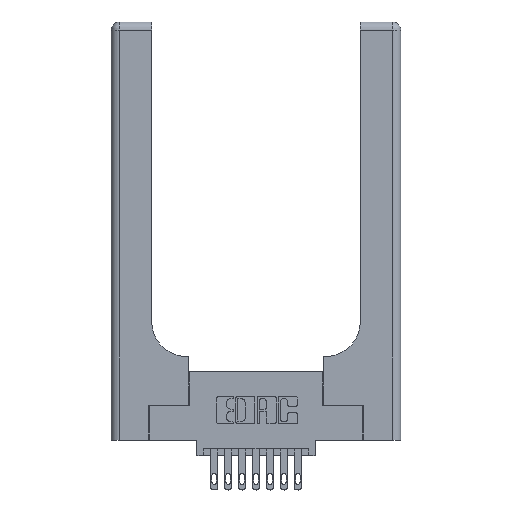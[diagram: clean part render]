
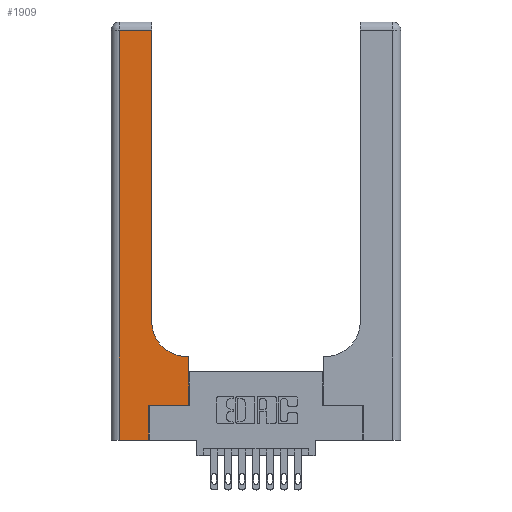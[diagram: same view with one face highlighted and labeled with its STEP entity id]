
A CAD part, top view. The second image highlights one B-rep face of the part: STEP entity #1909.
In plain terms, the highlighted planar face has unit normal (0, 0, 1).
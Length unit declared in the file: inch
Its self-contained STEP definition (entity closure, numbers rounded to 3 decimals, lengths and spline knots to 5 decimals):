
#41 = EDGE_CURVE ( 'NONE', #13442, #9978, #12726, .T. ) ;
#182 = CARTESIAN_POINT ( 'NONE',  ( 0., 2.94, 0.37 ) ) ;
#196 = EDGE_CURVE ( 'NONE', #5819, #13442, #13286, .T. ) ;
#418 = CARTESIAN_POINT ( 'NONE',  ( 0.2915, 0.6, 0.37 ) ) ;
#424 = ORIENTED_EDGE ( 'NONE', *, *, #11357, .T. ) ;
#525 = CARTESIAN_POINT ( 'NONE',  ( 0.5415, 0.85, 0.37 ) ) ;
#544 = ORIENTED_EDGE ( 'NONE', *, *, #41, .T. ) ;
#731 = LINE ( 'NONE', #5792, #2376 ) ;
#773 = LINE ( 'NONE', #5344, #11957 ) ;
#807 = CARTESIAN_POINT ( 'NONE',  ( 0.269, 0.25, 0.37 ) ) ;
#1503 = FACE_OUTER_BOUND ( 'NONE', #1808, .T. ) ;
#1651 = EDGE_CURVE ( 'NONE', #14468, #3437, #773, .T. ) ;
#1808 = EDGE_LOOP ( 'NONE', ( #13381, #13793, #7322, #5869, #2894, #544, #8677, #10833, #424 ) ) ;
#1909 = ADVANCED_FACE ( 'NONE', ( #1503 ), #3638, .F. ) ;
#1976 = CARTESIAN_POINT ( 'NONE',  ( 0.5585, 0.25, 0.37 ) ) ;
#2376 = VECTOR ( 'NONE', #13068, 39.37008 ) ;
#2894 = ORIENTED_EDGE ( 'NONE', *, *, #196, .T. ) ;
#2906 = LINE ( 'NONE', #4557, #8856 ) ;
#2992 = VECTOR ( 'NONE', #10387, 39.37008 ) ;
#3437 = VERTEX_POINT ( 'NONE', #14903 ) ;
#3442 = CARTESIAN_POINT ( 'NONE',  ( 0., 3., 0.37 ) ) ;
#3638 = PLANE ( 'NONE',  #8990 ) ;
#3923 = DIRECTION ( 'NONE',  ( 0., 1., 0. ) ) ;
#3930 = VECTOR ( 'NONE', #6025, 39.37008 ) ;
#4045 = DIRECTION ( 'NONE',  ( 1., 0., 0. ) ) ;
#4054 = VECTOR ( 'NONE', #8750, 39.37008 ) ;
#4325 = CARTESIAN_POINT ( 'NONE',  ( 0.5585, 0.6, 0.37 ) ) ;
#4330 = EDGE_CURVE ( 'NONE', #9978, #9979, #2906, .T. ) ;
#4422 = VECTOR ( 'NONE', #12146, 39.37008 ) ;
#4557 = CARTESIAN_POINT ( 'NONE',  ( 0.5585, 0.25, 0.37 ) ) ;
#4797 = LINE ( 'NONE', #6070, #4422 ) ;
#5197 = DIRECTION ( 'NONE',  ( 0., -1., 0. ) ) ;
#5344 = CARTESIAN_POINT ( 'NONE',  ( 0.06, 3., 0.37 ) ) ;
#5792 = CARTESIAN_POINT ( 'NONE',  ( 0., 0., 0.37 ) ) ;
#5819 = VERTEX_POINT ( 'NONE', #12763 ) ;
#5869 = ORIENTED_EDGE ( 'NONE', *, *, #14640, .T. ) ;
#6025 = DIRECTION ( 'NONE',  ( -1., 0., 0. ) ) ;
#6070 = CARTESIAN_POINT ( 'NONE',  ( 0.2915, 3., 0.37 ) ) ;
#6398 = CARTESIAN_POINT ( 'NONE',  ( 0.269, 0., 0.37 ) ) ;
#6672 = VERTEX_POINT ( 'NONE', #7795 ) ;
#7322 = ORIENTED_EDGE ( 'NONE', *, *, #1651, .T. ) ;
#7645 = CARTESIAN_POINT ( 'NONE',  ( 0.06, 2.94, 0.37 ) ) ;
#7653 = VERTEX_POINT ( 'NONE', #12844 ) ;
#7795 = CARTESIAN_POINT ( 'NONE',  ( 0.2915, 0.85, 0.37 ) ) ;
#8677 = ORIENTED_EDGE ( 'NONE', *, *, #4330, .T. ) ;
#8750 = DIRECTION ( 'NONE',  ( -1., 0., 0. ) ) ;
#8856 = VECTOR ( 'NONE', #10368, 39.37008 ) ;
#8860 = CARTESIAN_POINT ( 'NONE',  ( 0.2915, 2.94, 0.37 ) ) ;
#8990 = AXIS2_PLACEMENT_3D ( 'NONE', #3442, #15423, #10628 ) ;
#9978 = VERTEX_POINT ( 'NONE', #1976 ) ;
#9979 = VERTEX_POINT ( 'NONE', #4325 ) ;
#10072 = VECTOR ( 'NONE', #3923, 39.37008 ) ;
#10192 = LINE ( 'NONE', #418, #4054 ) ;
#10368 = DIRECTION ( 'NONE',  ( 0., 1., 0. ) ) ;
#10387 = DIRECTION ( 'NONE',  ( 1., 0., 0. ) ) ;
#10628 = DIRECTION ( 'NONE',  ( -1., 0., 0. ) ) ;
#10833 = ORIENTED_EDGE ( 'NONE', *, *, #14467, .T. ) ;
#11349 = VERTEX_POINT ( 'NONE', #8860 ) ;
#11357 = EDGE_CURVE ( 'NONE', #7653, #6672, #11810, .T. ) ;
#11423 = AXIS2_PLACEMENT_3D ( 'NONE', #525, #13649, #4045 ) ;
#11810 = CIRCLE ( 'NONE', #11423, 0.25 ) ;
#11957 = VECTOR ( 'NONE', #5197, 39.37008 ) ;
#12146 = DIRECTION ( 'NONE',  ( 0., 1., 0. ) ) ;
#12549 = EDGE_CURVE ( 'NONE', #11349, #14468, #14776, .T. ) ;
#12726 = LINE ( 'NONE', #13873, #2992 ) ;
#12763 = CARTESIAN_POINT ( 'NONE',  ( 0.269, 0., 0.37 ) ) ;
#12844 = CARTESIAN_POINT ( 'NONE',  ( 0.5415, 0.6, 0.37 ) ) ;
#13068 = DIRECTION ( 'NONE',  ( 1., 0., 0. ) ) ;
#13286 = LINE ( 'NONE', #6398, #10072 ) ;
#13381 = ORIENTED_EDGE ( 'NONE', *, *, #15352, .T. ) ;
#13442 = VERTEX_POINT ( 'NONE', #807 ) ;
#13649 = DIRECTION ( 'NONE',  ( 0., 0., -1. ) ) ;
#13793 = ORIENTED_EDGE ( 'NONE', *, *, #12549, .T. ) ;
#13873 = CARTESIAN_POINT ( 'NONE',  ( 0.269, 0.25, 0.37 ) ) ;
#14467 = EDGE_CURVE ( 'NONE', #9979, #7653, #10192, .T. ) ;
#14468 = VERTEX_POINT ( 'NONE', #7645 ) ;
#14640 = EDGE_CURVE ( 'NONE', #3437, #5819, #731, .T. ) ;
#14776 = LINE ( 'NONE', #182, #3930 ) ;
#14903 = CARTESIAN_POINT ( 'NONE',  ( 0.06, 0., 0.37 ) ) ;
#15352 = EDGE_CURVE ( 'NONE', #6672, #11349, #4797, .T. ) ;
#15423 = DIRECTION ( 'NONE',  ( 0., 0., -1. ) ) ;
